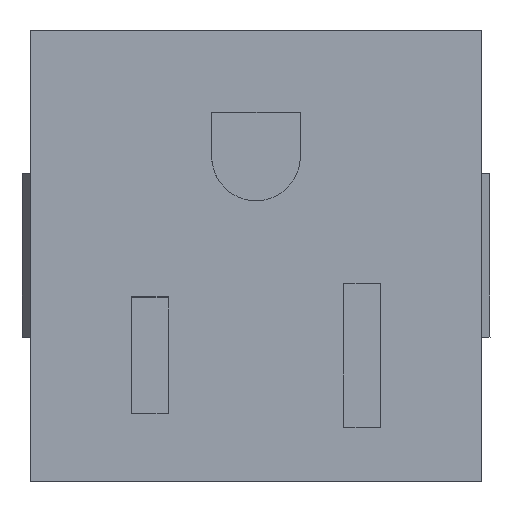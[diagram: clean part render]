
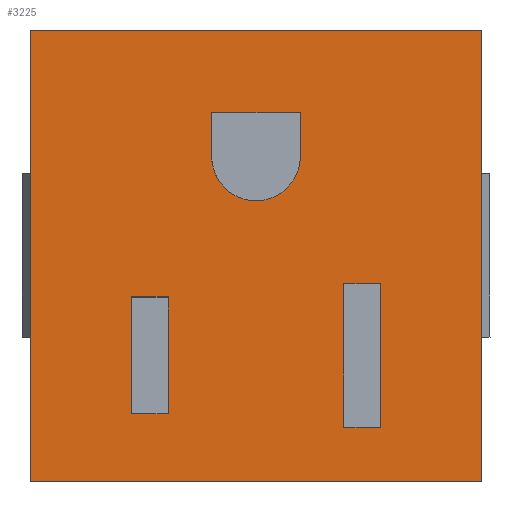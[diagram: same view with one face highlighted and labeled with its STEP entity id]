
A CAD part, top view. The second image highlights one B-rep face of the part: STEP entity #3225.
In plain terms, the highlighted planar face has unit normal (0, 0, 1).
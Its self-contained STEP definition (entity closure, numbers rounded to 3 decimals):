
#3094=AXIS2_PLACEMENT_3D('Plane Axis2P3D',#3091,#3092,#3093) ;
#2958=CARTESIAN_POINT('Vertex',(0.5,27.,34.)) ;
#2961=CARTESIAN_POINT('Line Origine',(14.,27.,34.)) ;
#2965=CARTESIAN_POINT('Vertex',(27.5,27.,34.)) ;
#2985=CARTESIAN_POINT('Line Origine',(27.5,13.5,34.)) ;
#2989=CARTESIAN_POINT('Vertex',(27.5,0.,34.)) ;
#3009=CARTESIAN_POINT('Line Origine',(14.,0.,34.)) ;
#3013=CARTESIAN_POINT('Vertex',(0.5,0.,34.)) ;
#3033=CARTESIAN_POINT('Line Origine',(0.5,13.5,34.)) ;
#3091=CARTESIAN_POINT('Axis2P3D Location',(0.5,0.,34.)) ;
#3102=CARTESIAN_POINT('Line Origine',(16.65,20.775,34.)) ;
#3106=CARTESIAN_POINT('Vertex',(16.65,22.1,34.)) ;
#3108=CARTESIAN_POINT('Vertex',(16.65,19.45,34.)) ;
#3112=CARTESIAN_POINT('Control Point',(16.65,19.45,34.)) ;
#3113=CARTESIAN_POINT('Control Point',(16.65,19.211,34.)) ;
#3114=CARTESIAN_POINT('Control Point',(16.623,18.972,34.)) ;
#3115=CARTESIAN_POINT('Control Point',(16.569,18.736,34.)) ;
#3116=CARTESIAN_POINT('Control Point',(16.409,18.282,34.)) ;
#3117=CARTESIAN_POINT('Control Point',(16.152,17.875,34.)) ;
#3118=CARTESIAN_POINT('Control Point',(16.,17.687,34.)) ;
#3119=CARTESIAN_POINT('Control Point',(15.658,17.348,34.)) ;
#3120=CARTESIAN_POINT('Control Point',(15.249,17.094,34.)) ;
#3121=CARTESIAN_POINT('Control Point',(15.031,16.991,34.)) ;
#3122=CARTESIAN_POINT('Control Point',(14.575,16.836,34.)) ;
#3123=CARTESIAN_POINT('Control Point',(14.096,16.785,34.)) ;
#3124=CARTESIAN_POINT('Control Point',(13.855,16.788,34.)) ;
#3125=CARTESIAN_POINT('Control Point',(13.377,16.846,34.)) ;
#3126=CARTESIAN_POINT('Control Point',(12.924,17.01,34.)) ;
#3127=CARTESIAN_POINT('Control Point',(12.708,17.118,34.)) ;
#3128=CARTESIAN_POINT('Control Point',(12.304,17.379,34.)) ;
#3129=CARTESIAN_POINT('Control Point',(11.968,17.724,34.)) ;
#3130=CARTESIAN_POINT('Control Point',(11.82,17.915,34.)) ;
#3131=CARTESIAN_POINT('Control Point',(11.575,18.318,34.)) ;
#3132=CARTESIAN_POINT('Control Point',(11.425,18.765,34.)) ;
#3133=CARTESIAN_POINT('Control Point',(11.375,18.991,34.)) ;
#3134=CARTESIAN_POINT('Control Point',(11.35,19.22,34.)) ;
#3135=CARTESIAN_POINT('Control Point',(11.35,19.45,34.)) ;
#3136=CARTESIAN_POINT('Vertex',(11.35,19.45,34.)) ;
#3139=CARTESIAN_POINT('Line Origine',(11.35,20.775,34.)) ;
#3143=CARTESIAN_POINT('Vertex',(11.35,22.1,34.)) ;
#3146=CARTESIAN_POINT('Line Origine',(14.,22.1,34.)) ;
#3157=CARTESIAN_POINT('Line Origine',(20.35,3.25,34.)) ;
#3161=CARTESIAN_POINT('Vertex',(21.45,3.25,34.)) ;
#3163=CARTESIAN_POINT('Vertex',(19.25,3.25,34.)) ;
#3166=CARTESIAN_POINT('Line Origine',(19.25,7.55,34.)) ;
#3170=CARTESIAN_POINT('Vertex',(19.25,11.85,34.)) ;
#3173=CARTESIAN_POINT('Line Origine',(20.35,11.85,34.)) ;
#3177=CARTESIAN_POINT('Vertex',(21.45,11.85,34.)) ;
#3180=CARTESIAN_POINT('Line Origine',(21.45,7.55,34.)) ;
#3191=CARTESIAN_POINT('Line Origine',(7.65,4.05,34.)) ;
#3195=CARTESIAN_POINT('Vertex',(8.75,4.05,34.)) ;
#3197=CARTESIAN_POINT('Vertex',(6.55,4.05,34.)) ;
#3200=CARTESIAN_POINT('Line Origine',(6.55,7.55,34.)) ;
#3204=CARTESIAN_POINT('Vertex',(6.55,11.05,34.)) ;
#3207=CARTESIAN_POINT('Line Origine',(7.65,11.05,34.)) ;
#3211=CARTESIAN_POINT('Vertex',(8.75,11.05,34.)) ;
#3214=CARTESIAN_POINT('Line Origine',(8.75,7.55,34.)) ;
#2962=DIRECTION('Vector Direction',(-1.,0.,0.)) ;
#2986=DIRECTION('Vector Direction',(0.,1.,0.)) ;
#3010=DIRECTION('Vector Direction',(1.,0.,0.)) ;
#3034=DIRECTION('Vector Direction',(0.,-1.,0.)) ;
#3092=DIRECTION('Axis2P3D Direction',(0.,0.,1.)) ;
#3093=DIRECTION('Axis2P3D XDirection',(1.,0.,0.)) ;
#3103=DIRECTION('Vector Direction',(0.,-1.,0.)) ;
#3140=DIRECTION('Vector Direction',(0.,1.,0.)) ;
#3147=DIRECTION('Vector Direction',(1.,0.,0.)) ;
#3158=DIRECTION('Vector Direction',(-1.,0.,0.)) ;
#3167=DIRECTION('Vector Direction',(0.,1.,0.)) ;
#3174=DIRECTION('Vector Direction',(1.,0.,0.)) ;
#3181=DIRECTION('Vector Direction',(0.,-1.,0.)) ;
#3192=DIRECTION('Vector Direction',(-1.,0.,0.)) ;
#3201=DIRECTION('Vector Direction',(0.,1.,0.)) ;
#3208=DIRECTION('Vector Direction',(1.,0.,0.)) ;
#3215=DIRECTION('Vector Direction',(0.,-1.,0.)) ;
#2963=VECTOR('Line Direction',#2962,1.) ;
#2987=VECTOR('Line Direction',#2986,1.) ;
#3011=VECTOR('Line Direction',#3010,1.) ;
#3035=VECTOR('Line Direction',#3034,1.) ;
#3104=VECTOR('Line Direction',#3103,1.) ;
#3141=VECTOR('Line Direction',#3140,1.) ;
#3148=VECTOR('Line Direction',#3147,1.) ;
#3159=VECTOR('Line Direction',#3158,1.) ;
#3168=VECTOR('Line Direction',#3167,1.) ;
#3175=VECTOR('Line Direction',#3174,1.) ;
#3182=VECTOR('Line Direction',#3181,1.) ;
#3193=VECTOR('Line Direction',#3192,1.) ;
#3202=VECTOR('Line Direction',#3201,1.) ;
#3209=VECTOR('Line Direction',#3208,1.) ;
#3216=VECTOR('Line Direction',#3215,1.) ;
#3097=ORIENTED_EDGE('',*,*,#2991,.T.) ;
#3098=ORIENTED_EDGE('',*,*,#2967,.T.) ;
#3099=ORIENTED_EDGE('',*,*,#3037,.T.) ;
#3100=ORIENTED_EDGE('',*,*,#3015,.T.) ;
#3152=ORIENTED_EDGE('',*,*,#3110,.T.) ;
#3153=ORIENTED_EDGE('',*,*,#3138,.T.) ;
#3154=ORIENTED_EDGE('',*,*,#3145,.T.) ;
#3155=ORIENTED_EDGE('',*,*,#3150,.T.) ;
#3186=ORIENTED_EDGE('',*,*,#3165,.T.) ;
#3187=ORIENTED_EDGE('',*,*,#3172,.T.) ;
#3188=ORIENTED_EDGE('',*,*,#3179,.T.) ;
#3189=ORIENTED_EDGE('',*,*,#3184,.T.) ;
#3220=ORIENTED_EDGE('',*,*,#3199,.T.) ;
#3221=ORIENTED_EDGE('',*,*,#3206,.T.) ;
#3222=ORIENTED_EDGE('',*,*,#3213,.T.) ;
#3223=ORIENTED_EDGE('',*,*,#3218,.T.) ;
#3156=FACE_BOUND('',#3151,.T.) ;
#3190=FACE_BOUND('',#3185,.T.) ;
#3224=FACE_BOUND('',#3219,.T.) ;
#3225=ADVANCED_FACE('Hauptkoerper',(#3101,#3156,#3190,#3224),#3095,.T.) ;
#3111=B_SPLINE_CURVE_WITH_KNOTS('',5,(#3112,#3113,#3114,#3115,#3116,#3117,#3118,#3119,#3120,#3121,#3122,#3123,#3124,#3125,#3126,#3127,#3128,#3129,#3130,#3131,#3132,#3133,#3134,#3135),.UNSPECIFIED.,.F.,.U.,(6,3,3,3,3,3,3,6),(0.,1.692,3.383,5.075,6.767,8.459,10.15,11.774),.UNSPECIFIED.) ;
#2967=EDGE_CURVE('',#2966,#2959,#2964,.T.) ;
#2991=EDGE_CURVE('',#2990,#2966,#2988,.T.) ;
#3015=EDGE_CURVE('',#3014,#2990,#3012,.T.) ;
#3037=EDGE_CURVE('',#2959,#3014,#3036,.T.) ;
#3110=EDGE_CURVE('',#3107,#3109,#3105,.T.) ;
#3138=EDGE_CURVE('',#3109,#3137,#3111,.T.) ;
#3145=EDGE_CURVE('',#3137,#3144,#3142,.T.) ;
#3150=EDGE_CURVE('',#3144,#3107,#3149,.T.) ;
#3165=EDGE_CURVE('',#3162,#3164,#3160,.T.) ;
#3172=EDGE_CURVE('',#3164,#3171,#3169,.T.) ;
#3179=EDGE_CURVE('',#3171,#3178,#3176,.T.) ;
#3184=EDGE_CURVE('',#3178,#3162,#3183,.T.) ;
#3199=EDGE_CURVE('',#3196,#3198,#3194,.T.) ;
#3206=EDGE_CURVE('',#3198,#3205,#3203,.T.) ;
#3213=EDGE_CURVE('',#3205,#3212,#3210,.T.) ;
#3218=EDGE_CURVE('',#3212,#3196,#3217,.T.) ;
#3096=EDGE_LOOP('',(#3097,#3098,#3099,#3100)) ;
#3151=EDGE_LOOP('',(#3152,#3153,#3154,#3155)) ;
#3185=EDGE_LOOP('',(#3186,#3187,#3188,#3189)) ;
#3219=EDGE_LOOP('',(#3220,#3221,#3222,#3223)) ;
#3101=FACE_OUTER_BOUND('',#3096,.T.) ;
#2964=LINE('Line',#2961,#2963) ;
#2988=LINE('Line',#2985,#2987) ;
#3012=LINE('Line',#3009,#3011) ;
#3036=LINE('Line',#3033,#3035) ;
#3105=LINE('Line',#3102,#3104) ;
#3142=LINE('Line',#3139,#3141) ;
#3149=LINE('Line',#3146,#3148) ;
#3160=LINE('Line',#3157,#3159) ;
#3169=LINE('Line',#3166,#3168) ;
#3176=LINE('Line',#3173,#3175) ;
#3183=LINE('Line',#3180,#3182) ;
#3194=LINE('Line',#3191,#3193) ;
#3203=LINE('Line',#3200,#3202) ;
#3210=LINE('Line',#3207,#3209) ;
#3217=LINE('Line',#3214,#3216) ;
#3095=PLANE('',#3094) ;
#2959=VERTEX_POINT('',#2958) ;
#2966=VERTEX_POINT('',#2965) ;
#2990=VERTEX_POINT('',#2989) ;
#3014=VERTEX_POINT('',#3013) ;
#3107=VERTEX_POINT('',#3106) ;
#3109=VERTEX_POINT('',#3108) ;
#3137=VERTEX_POINT('',#3136) ;
#3144=VERTEX_POINT('',#3143) ;
#3162=VERTEX_POINT('',#3161) ;
#3164=VERTEX_POINT('',#3163) ;
#3171=VERTEX_POINT('',#3170) ;
#3178=VERTEX_POINT('',#3177) ;
#3196=VERTEX_POINT('',#3195) ;
#3198=VERTEX_POINT('',#3197) ;
#3205=VERTEX_POINT('',#3204) ;
#3212=VERTEX_POINT('',#3211) ;
